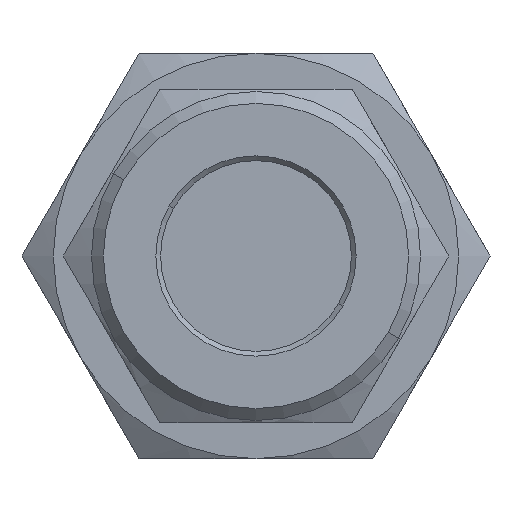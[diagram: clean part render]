
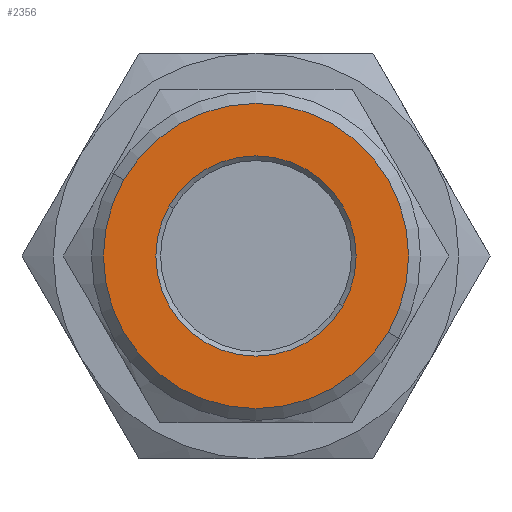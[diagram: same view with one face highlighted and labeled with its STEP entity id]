
A CAD part, front view. The second image highlights one B-rep face of the part: STEP entity #2356.
In plain terms, the highlighted planar face has unit normal (0, -1, 0).
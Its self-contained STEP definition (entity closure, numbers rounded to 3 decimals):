
#21 = CIRCLE ( 'NONE', #380, 6.4 ) ;
#23 = CIRCLE ( 'NONE', #381, 4.2 ) ;
#177 = AXIS2_PLACEMENT_3D ( 'NONE', #877, #878, #879 ) ;
#380 = AXIS2_PLACEMENT_3D ( 'NONE', #3014, #3015, #3016 ) ;
#381 = AXIS2_PLACEMENT_3D ( 'NONE', #3019, #3020, #3021 ) ;
#447 = EDGE_LOOP ( 'NONE', ( #2756, #2757 ) ) ;
#461 = EDGE_LOOP ( 'NONE', ( #2754, #2755 ) ) ;
#642 = EDGE_CURVE ( 'NONE', #3875, #3876, #3728, .T. ) ;
#656 = EDGE_CURVE ( 'NONE', #3432, #3435, #4418, .T. ) ;
#870 = PLANE ( 'NONE',  #177 ) ;
#877 = CARTESIAN_POINT ( 'NONE',  ( -3.45, -7.75, -5.976 ) ) ;
#878 = DIRECTION ( 'NONE',  ( 0., -1., 0. ) ) ;
#879 = DIRECTION ( 'NONE',  ( -0.866, 0., 0.5 ) ) ;
#1600 = DIRECTION ( 'NONE',  ( 0.866, 0., -0.5 ) ) ;
#1601 = DIRECTION ( 'NONE',  ( 0., 1., 0. ) ) ;
#1602 = CARTESIAN_POINT ( 'NONE',  ( 0., -7.75, 0. ) ) ;
#1642 = DIRECTION ( 'NONE',  ( -0.866, 0., 0.5 ) ) ;
#1643 = DIRECTION ( 'NONE',  ( 0., -1., 0. ) ) ;
#1644 = CARTESIAN_POINT ( 'NONE',  ( 0., -7.75, 0. ) ) ;
#2048 = CARTESIAN_POINT ( 'NONE',  ( -3.637, -7.75, 2.1 ) ) ;
#2055 = CARTESIAN_POINT ( 'NONE',  ( 3.637, -7.75, -2.1 ) ) ;
#2356 = ADVANCED_FACE ( 'NONE', ( #4518, #4522 ), #870, .T. ) ;
#2425 = EDGE_CURVE ( 'NONE', #3876, #3875, #21, .T. ) ;
#2426 = EDGE_CURVE ( 'NONE', #3435, #3432, #23, .T. ) ;
#2561 = AXIS2_PLACEMENT_3D ( 'NONE', #1644, #1643, #1642 ) ;
#2568 = AXIS2_PLACEMENT_3D ( 'NONE', #1602, #1601, #1600 ) ;
#2754 = ORIENTED_EDGE ( 'NONE', *, *, #2425, .T. ) ;
#2755 = ORIENTED_EDGE ( 'NONE', *, *, #642, .T. ) ;
#2756 = ORIENTED_EDGE ( 'NONE', *, *, #656, .T. ) ;
#2757 = ORIENTED_EDGE ( 'NONE', *, *, #2426, .T. ) ;
#3014 = CARTESIAN_POINT ( 'NONE',  ( 0., -7.75, 0. ) ) ;
#3015 = DIRECTION ( 'NONE',  ( 0., -1., 0. ) ) ;
#3016 = DIRECTION ( 'NONE',  ( -0.866, 0., 0.5 ) ) ;
#3019 = CARTESIAN_POINT ( 'NONE',  ( 0., -7.75, 0. ) ) ;
#3020 = DIRECTION ( 'NONE',  ( 0., 1., 0. ) ) ;
#3021 = DIRECTION ( 'NONE',  ( 0.866, 0., -0.5 ) ) ;
#3432 = VERTEX_POINT ( 'NONE', #2048 ) ;
#3435 = VERTEX_POINT ( 'NONE', #2055 ) ;
#3728 = CIRCLE ( 'NONE', #2561, 6.4 ) ;
#3875 = VERTEX_POINT ( 'NONE', #4317 ) ;
#3876 = VERTEX_POINT ( 'NONE', #4318 ) ;
#4317 = CARTESIAN_POINT ( 'NONE',  ( -5.543, -7.75, 3.2 ) ) ;
#4318 = CARTESIAN_POINT ( 'NONE',  ( 5.543, -7.75, -3.2 ) ) ;
#4418 = CIRCLE ( 'NONE', #2568, 4.2 ) ;
#4518 = FACE_OUTER_BOUND ( 'NONE', #461, .T. ) ;
#4522 = FACE_BOUND ( 'NONE', #447, .T. ) ;
